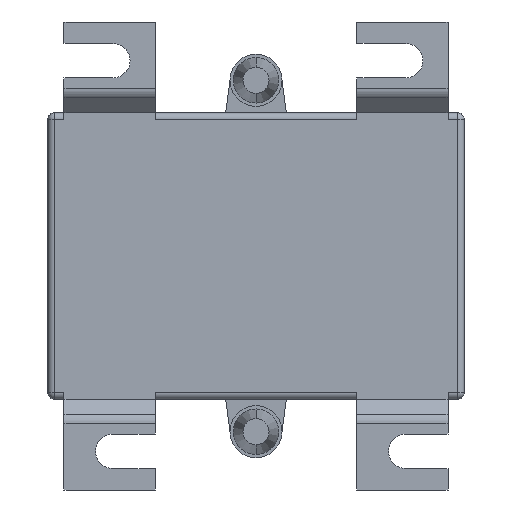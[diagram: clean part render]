
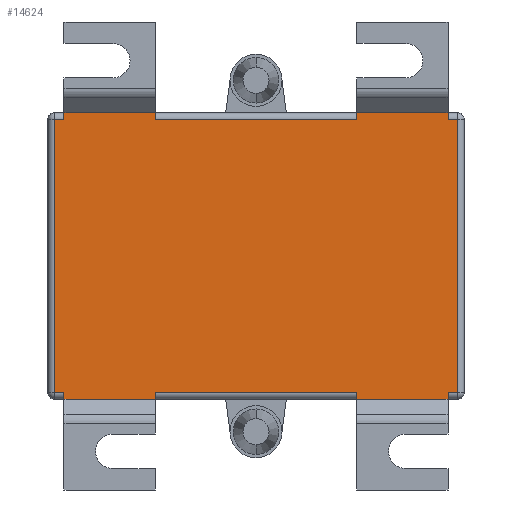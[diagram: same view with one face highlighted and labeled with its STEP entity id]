
A CAD part, front view. The second image highlights one B-rep face of the part: STEP entity #14624.
In plain terms, the highlighted planar face has unit normal (0, -1, 0).
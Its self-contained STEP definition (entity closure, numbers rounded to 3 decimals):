
#5296=DIRECTION('',(-1.,0.,0.));
#5297=VECTOR('',#5296,31.);
#5298=CARTESIAN_POINT('',(15.5,-40.,21.));
#5299=LINE('',#5298,#5297);
#5303=DIRECTION('',(0.,0.,1.));
#5304=VECTOR('',#5303,1.);
#5305=CARTESIAN_POINT('',(15.5,-40.,21.));
#5306=LINE('',#5305,#5304);
#5310=DIRECTION('',(1.,0.,0.));
#5311=VECTOR('',#5310,14.);
#5312=CARTESIAN_POINT('',(15.5,-40.,22.));
#5313=LINE('',#5312,#5311);
#5317=DIRECTION('',(0.,0.,1.));
#5318=VECTOR('',#5317,1.);
#5319=CARTESIAN_POINT('',(29.5,-40.,21.));
#5320=LINE('',#5319,#5318);
#5324=DIRECTION('',(1.,0.,0.));
#5325=VECTOR('',#5324,1.5);
#5326=CARTESIAN_POINT('',(29.5,-40.,21.));
#5327=LINE('',#5326,#5325);
#5331=DIRECTION('',(0.,0.,-1.));
#5332=VECTOR('',#5331,42.);
#5333=CARTESIAN_POINT('',(31.,-40.,21.));
#5334=LINE('',#5333,#5332);
#5338=DIRECTION('',(-1.,0.,0.));
#5339=VECTOR('',#5338,1.5);
#5340=CARTESIAN_POINT('',(31.,-40.,-21.));
#5341=LINE('',#5340,#5339);
#5345=DIRECTION('',(0.,0.,-1.));
#5346=VECTOR('',#5345,1.);
#5347=CARTESIAN_POINT('',(29.5,-40.,-21.));
#5348=LINE('',#5347,#5346);
#5352=DIRECTION('',(1.,0.,0.));
#5353=VECTOR('',#5352,14.);
#5354=CARTESIAN_POINT('',(15.5,-40.,-22.));
#5355=LINE('',#5354,#5353);
#5359=DIRECTION('',(0.,0.,-1.));
#5360=VECTOR('',#5359,1.);
#5361=CARTESIAN_POINT('',(15.5,-40.,-21.));
#5362=LINE('',#5361,#5360);
#5366=DIRECTION('',(1.,0.,0.));
#5367=VECTOR('',#5366,31.);
#5368=CARTESIAN_POINT('',(-15.5,-40.,-21.));
#5369=LINE('',#5368,#5367);
#5373=DIRECTION('',(0.,0.,-1.));
#5374=VECTOR('',#5373,1.);
#5375=CARTESIAN_POINT('',(-15.5,-40.,-21.));
#5376=LINE('',#5375,#5374);
#5380=DIRECTION('',(1.,0.,0.));
#5381=VECTOR('',#5380,14.);
#5382=CARTESIAN_POINT('',(-29.5,-40.,-22.));
#5383=LINE('',#5382,#5381);
#5387=DIRECTION('',(0.,0.,-1.));
#5388=VECTOR('',#5387,1.);
#5389=CARTESIAN_POINT('',(-29.5,-40.,-21.));
#5390=LINE('',#5389,#5388);
#5394=DIRECTION('',(-1.,0.,0.));
#5395=VECTOR('',#5394,1.5);
#5396=CARTESIAN_POINT('',(-29.5,-40.,-21.));
#5397=LINE('',#5396,#5395);
#5401=DIRECTION('',(0.,0.,-1.));
#5402=VECTOR('',#5401,42.);
#5403=CARTESIAN_POINT('',(-31.,-40.,21.));
#5404=LINE('',#5403,#5402);
#5408=DIRECTION('',(1.,0.,0.));
#5409=VECTOR('',#5408,1.5);
#5410=CARTESIAN_POINT('',(-31.,-40.,21.));
#5411=LINE('',#5410,#5409);
#5415=DIRECTION('',(0.,0.,1.));
#5416=VECTOR('',#5415,1.);
#5417=CARTESIAN_POINT('',(-29.5,-40.,21.));
#5418=LINE('',#5417,#5416);
#5422=DIRECTION('',(1.,0.,0.));
#5423=VECTOR('',#5422,14.);
#5424=CARTESIAN_POINT('',(-29.5,-40.,22.));
#5425=LINE('',#5424,#5423);
#5429=DIRECTION('',(0.,0.,1.));
#5430=VECTOR('',#5429,1.);
#5431=CARTESIAN_POINT('',(-15.5,-40.,21.));
#5432=LINE('',#5431,#5430);
#9780=CARTESIAN_POINT('',(15.5,-40.,21.));
#9781=CARTESIAN_POINT('',(-15.5,-40.,21.));
#9782=VERTEX_POINT('',#9780);
#9783=VERTEX_POINT('',#9781);
#9784=CARTESIAN_POINT('',(15.5,-40.,22.));
#9785=VERTEX_POINT('',#9784);
#9786=CARTESIAN_POINT('',(-15.5,-40.,22.));
#9787=VERTEX_POINT('',#9786);
#9788=CARTESIAN_POINT('',(31.,-40.,-21.));
#9789=CARTESIAN_POINT('',(29.5,-40.,-21.));
#9790=VERTEX_POINT('',#9788);
#9791=VERTEX_POINT('',#9789);
#9796=CARTESIAN_POINT('',(29.5,-40.,21.));
#9797=CARTESIAN_POINT('',(31.,-40.,21.));
#9798=VERTEX_POINT('',#9796);
#9799=VERTEX_POINT('',#9797);
#9814=CARTESIAN_POINT('',(-29.5,-40.,-21.));
#9815=CARTESIAN_POINT('',(-31.,-40.,-21.));
#9816=VERTEX_POINT('',#9814);
#9817=VERTEX_POINT('',#9815);
#9818=CARTESIAN_POINT('',(-31.,-40.,21.));
#9819=VERTEX_POINT('',#9818);
#9842=CARTESIAN_POINT('',(-29.5,-40.,21.));
#9843=VERTEX_POINT('',#9842);
#9844=CARTESIAN_POINT('',(29.5,-40.,22.));
#9845=VERTEX_POINT('',#9844);
#9846=CARTESIAN_POINT('',(-29.5,-40.,-22.));
#9847=VERTEX_POINT('',#9846);
#9848=CARTESIAN_POINT('',(-29.5,-40.,22.));
#9849=VERTEX_POINT('',#9848);
#9850=CARTESIAN_POINT('',(29.5,-40.,-22.));
#9851=VERTEX_POINT('',#9850);
#9856=CARTESIAN_POINT('',(-15.5,-40.,-21.));
#9857=CARTESIAN_POINT('',(15.5,-40.,-21.));
#9858=VERTEX_POINT('',#9856);
#9859=VERTEX_POINT('',#9857);
#9860=CARTESIAN_POINT('',(-15.5,-40.,-22.));
#9861=VERTEX_POINT('',#9860);
#9862=CARTESIAN_POINT('',(15.5,-40.,-22.));
#9863=VERTEX_POINT('',#9862);
#14587=CARTESIAN_POINT('',(-32.,-40.,-22.));
#14588=DIRECTION('',(0.,-1.,0.));
#14589=DIRECTION('',(1.,0.,0.));
#14590=AXIS2_PLACEMENT_3D('',#14587,#14588,#14589);
#14591=PLANE('',#14590);
#14592=ORIENTED_EDGE('',*,*,#13565,.F.);
#14593=ORIENTED_EDGE('',*,*,#13619,.T.);
#14595=ORIENTED_EDGE('',*,*,#14594,.T.);
#14596=ORIENTED_EDGE('',*,*,#13915,.F.);
#14598=ORIENTED_EDGE('',*,*,#14597,.T.);
#14599=ORIENTED_EDGE('',*,*,#11828,.T.);
#14601=ORIENTED_EDGE('',*,*,#14600,.T.);
#14602=ORIENTED_EDGE('',*,*,#13950,.T.);
#14604=ORIENTED_EDGE('',*,*,#14603,.F.);
#14606=ORIENTED_EDGE('',*,*,#14605,.F.);
#14608=ORIENTED_EDGE('',*,*,#14607,.F.);
#14609=ORIENTED_EDGE('',*,*,#14115,.T.);
#14611=ORIENTED_EDGE('',*,*,#14610,.F.);
#14612=ORIENTED_EDGE('',*,*,#14371,.F.);
#14613=ORIENTED_EDGE('',*,*,#14517,.T.);
#14614=ORIENTED_EDGE('',*,*,#14565,.F.);
#14616=ORIENTED_EDGE('',*,*,#14615,.T.);
#14617=ORIENTED_EDGE('',*,*,#14405,.T.);
#14619=ORIENTED_EDGE('',*,*,#14618,.T.);
#14621=ORIENTED_EDGE('',*,*,#14620,.F.);
#14622=EDGE_LOOP('',(#14592,#14593,#14595,#14596,#14598,#14599,#14601,#14602,
#14604,#14606,#14608,#14609,#14611,#14612,#14613,#14614,#14616,#14617,#14619,
#14621));
#14623=FACE_OUTER_BOUND('',#14622,.F.);
#11828=EDGE_CURVE('',#9799,#9790,#5334,.T.);
#13565=EDGE_CURVE('',#9782,#9783,#5299,.T.);
#13619=EDGE_CURVE('',#9782,#9785,#5306,.T.);
#13915=EDGE_CURVE('',#9798,#9845,#5320,.T.);
#13950=EDGE_CURVE('',#9791,#9851,#5348,.T.);
#14115=EDGE_CURVE('',#9858,#9861,#5376,.T.);
#14371=EDGE_CURVE('',#9816,#9847,#5390,.T.);
#14405=EDGE_CURVE('',#9843,#9849,#5418,.T.);
#14517=EDGE_CURVE('',#9816,#9817,#5397,.T.);
#14565=EDGE_CURVE('',#9819,#9817,#5404,.T.);
#14594=EDGE_CURVE('',#9785,#9845,#5313,.T.);
#14597=EDGE_CURVE('',#9798,#9799,#5327,.T.);
#14600=EDGE_CURVE('',#9790,#9791,#5341,.T.);
#14603=EDGE_CURVE('',#9863,#9851,#5355,.T.);
#14605=EDGE_CURVE('',#9859,#9863,#5362,.T.);
#14607=EDGE_CURVE('',#9858,#9859,#5369,.T.);
#14610=EDGE_CURVE('',#9847,#9861,#5383,.T.);
#14615=EDGE_CURVE('',#9819,#9843,#5411,.T.);
#14618=EDGE_CURVE('',#9849,#9787,#5425,.T.);
#14620=EDGE_CURVE('',#9783,#9787,#5432,.T.);
#14624=ADVANCED_FACE('',(#14623),#14591,.T.);
